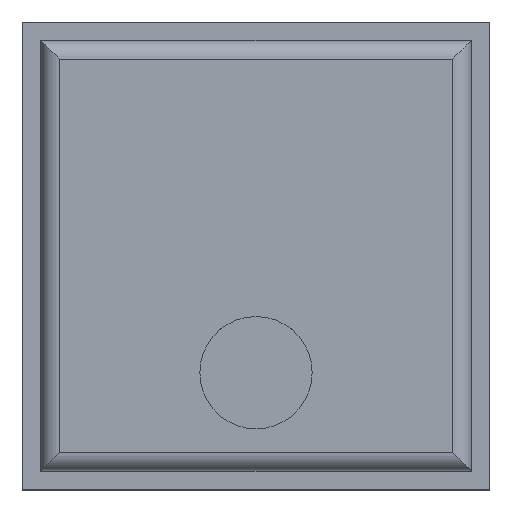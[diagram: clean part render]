
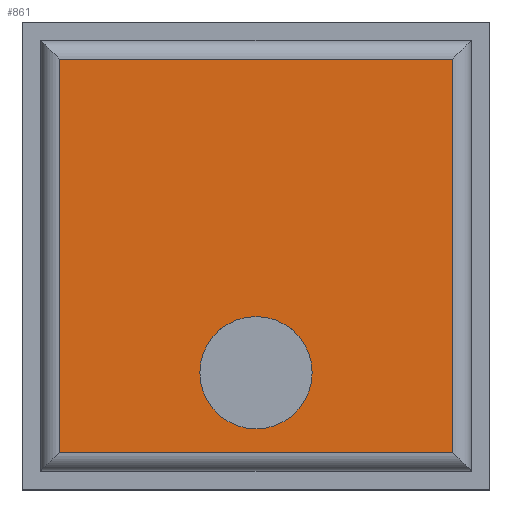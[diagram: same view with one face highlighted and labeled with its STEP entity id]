
A CAD part, top view. The second image highlights one B-rep face of the part: STEP entity #861.
In plain terms, the highlighted planar face has unit normal (0, 0, 1).
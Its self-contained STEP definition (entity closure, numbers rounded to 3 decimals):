
#470 = CYLINDRICAL_SURFACE('',#471,0.1);
#471 = AXIS2_PLACEMENT_3D('',#472,#473,#474);
#472 = CARTESIAN_POINT('',(-1.05,-1.15,0.83));
#473 = DIRECTION('',(0.,1.,0.));
#474 = DIRECTION('',(-1.,0.,0.));
#551 = CYLINDRICAL_SURFACE('',#552,0.1);
#552 = AXIS2_PLACEMENT_3D('',#553,#554,#555);
#553 = CARTESIAN_POINT('',(-1.15,-1.05,0.83));
#554 = DIRECTION('',(1.,0.,0.));
#555 = DIRECTION('',(0.,-1.,0.));
#567 = VERTEX_POINT('',#568);
#568 = CARTESIAN_POINT('',(-1.05,-1.05,0.93));
#602 = EDGE_CURVE('',#567,#603,#605,.T.);
#603 = VERTEX_POINT('',#604);
#604 = CARTESIAN_POINT('',(-1.05,1.05,0.93));
#605 = SURFACE_CURVE('',#606,(#610,#617),.PCURVE_S1.);
#606 = LINE('',#607,#608);
#607 = CARTESIAN_POINT('',(-1.05,-1.15,0.93));
#608 = VECTOR('',#609,1.);
#609 = DIRECTION('',(0.,1.,0.));
#610 = PCURVE('',#470,#611);
#611 = DEFINITIONAL_REPRESENTATION('',(#612),#616);
#612 = LINE('',#613,#614);
#613 = CARTESIAN_POINT('',(1.571,0.));
#614 = VECTOR('',#615,1.);
#615 = DIRECTION('',(0.,1.));
#616 = ( GEOMETRIC_REPRESENTATION_CONTEXT(2) 
PARAMETRIC_REPRESENTATION_CONTEXT() REPRESENTATION_CONTEXT('2D SPACE',''
  ) );
#617 = PCURVE('',#618,#623);
#618 = PLANE('',#619);
#619 = AXIS2_PLACEMENT_3D('',#620,#621,#622);
#620 = CARTESIAN_POINT('',(-1.15,-1.15,0.93));
#621 = DIRECTION('',(0.,0.,1.));
#622 = DIRECTION('',(1.,0.,0.));
#623 = DEFINITIONAL_REPRESENTATION('',(#624),#628);
#624 = LINE('',#625,#626);
#625 = CARTESIAN_POINT('',(0.1,0.));
#626 = VECTOR('',#627,1.);
#627 = DIRECTION('',(0.,1.));
#628 = ( GEOMETRIC_REPRESENTATION_CONTEXT(2) 
PARAMETRIC_REPRESENTATION_CONTEXT() REPRESENTATION_CONTEXT('2D SPACE',''
  ) );
#651 = CYLINDRICAL_SURFACE('',#652,0.1);
#652 = AXIS2_PLACEMENT_3D('',#653,#654,#655);
#653 = CARTESIAN_POINT('',(-1.15,1.05,0.83));
#654 = DIRECTION('',(1.,0.,0.));
#655 = DIRECTION('',(0.,1.,0.));
#788 = CYLINDRICAL_SURFACE('',#789,0.1);
#789 = AXIS2_PLACEMENT_3D('',#790,#791,#792);
#790 = CARTESIAN_POINT('',(1.05,-1.15,0.83));
#791 = DIRECTION('',(0.,1.,0.));
#792 = DIRECTION('',(1.,0.,0.));
#804 = EDGE_CURVE('',#567,#805,#807,.T.);
#805 = VERTEX_POINT('',#806);
#806 = CARTESIAN_POINT('',(1.05,-1.05,0.93));
#807 = SURFACE_CURVE('',#808,(#812,#819),.PCURVE_S1.);
#808 = LINE('',#809,#810);
#809 = CARTESIAN_POINT('',(-1.15,-1.05,0.93));
#810 = VECTOR('',#811,1.);
#811 = DIRECTION('',(1.,0.,0.));
#812 = PCURVE('',#551,#813);
#813 = DEFINITIONAL_REPRESENTATION('',(#814),#818);
#814 = LINE('',#815,#816);
#815 = CARTESIAN_POINT('',(-1.571,0.));
#816 = VECTOR('',#817,1.);
#817 = DIRECTION('',(-0.,1.));
#818 = ( GEOMETRIC_REPRESENTATION_CONTEXT(2) 
PARAMETRIC_REPRESENTATION_CONTEXT() REPRESENTATION_CONTEXT('2D SPACE',''
  ) );
#819 = PCURVE('',#618,#820);
#820 = DEFINITIONAL_REPRESENTATION('',(#821),#825);
#821 = LINE('',#822,#823);
#822 = CARTESIAN_POINT('',(0.,0.1));
#823 = VECTOR('',#824,1.);
#824 = DIRECTION('',(1.,0.));
#825 = ( GEOMETRIC_REPRESENTATION_CONTEXT(2) 
PARAMETRIC_REPRESENTATION_CONTEXT() REPRESENTATION_CONTEXT('2D SPACE',''
  ) );
#861 = ADVANCED_FACE('',(#862,#910),#618,.T.);
#862 = FACE_BOUND('',#863,.T.);
#863 = EDGE_LOOP('',(#864,#865,#866,#889));
#864 = ORIENTED_EDGE('',*,*,#602,.F.);
#865 = ORIENTED_EDGE('',*,*,#804,.T.);
#866 = ORIENTED_EDGE('',*,*,#867,.T.);
#867 = EDGE_CURVE('',#805,#868,#870,.T.);
#868 = VERTEX_POINT('',#869);
#869 = CARTESIAN_POINT('',(1.05,1.05,0.93));
#870 = SURFACE_CURVE('',#871,(#875,#882),.PCURVE_S1.);
#871 = LINE('',#872,#873);
#872 = CARTESIAN_POINT('',(1.05,-1.15,0.93));
#873 = VECTOR('',#874,1.);
#874 = DIRECTION('',(0.,1.,0.));
#875 = PCURVE('',#618,#876);
#876 = DEFINITIONAL_REPRESENTATION('',(#877),#881);
#877 = LINE('',#878,#879);
#878 = CARTESIAN_POINT('',(2.2,0.));
#879 = VECTOR('',#880,1.);
#880 = DIRECTION('',(0.,1.));
#881 = ( GEOMETRIC_REPRESENTATION_CONTEXT(2) 
PARAMETRIC_REPRESENTATION_CONTEXT() REPRESENTATION_CONTEXT('2D SPACE',''
  ) );
#882 = PCURVE('',#788,#883);
#883 = DEFINITIONAL_REPRESENTATION('',(#884),#888);
#884 = LINE('',#885,#886);
#885 = CARTESIAN_POINT('',(-1.571,0.));
#886 = VECTOR('',#887,1.);
#887 = DIRECTION('',(-0.,1.));
#888 = ( GEOMETRIC_REPRESENTATION_CONTEXT(2) 
PARAMETRIC_REPRESENTATION_CONTEXT() REPRESENTATION_CONTEXT('2D SPACE',''
  ) );
#889 = ORIENTED_EDGE('',*,*,#890,.F.);
#890 = EDGE_CURVE('',#603,#868,#891,.T.);
#891 = SURFACE_CURVE('',#892,(#896,#903),.PCURVE_S1.);
#892 = LINE('',#893,#894);
#893 = CARTESIAN_POINT('',(-1.15,1.05,0.93));
#894 = VECTOR('',#895,1.);
#895 = DIRECTION('',(1.,0.,0.));
#896 = PCURVE('',#618,#897);
#897 = DEFINITIONAL_REPRESENTATION('',(#898),#902);
#898 = LINE('',#899,#900);
#899 = CARTESIAN_POINT('',(0.,2.2));
#900 = VECTOR('',#901,1.);
#901 = DIRECTION('',(1.,0.));
#902 = ( GEOMETRIC_REPRESENTATION_CONTEXT(2) 
PARAMETRIC_REPRESENTATION_CONTEXT() REPRESENTATION_CONTEXT('2D SPACE',''
  ) );
#903 = PCURVE('',#651,#904);
#904 = DEFINITIONAL_REPRESENTATION('',(#905),#909);
#905 = LINE('',#906,#907);
#906 = CARTESIAN_POINT('',(1.571,0.));
#907 = VECTOR('',#908,1.);
#908 = DIRECTION('',(0.,1.));
#909 = ( GEOMETRIC_REPRESENTATION_CONTEXT(2) 
PARAMETRIC_REPRESENTATION_CONTEXT() REPRESENTATION_CONTEXT('2D SPACE',''
  ) );
#910 = FACE_BOUND('',#911,.T.);
#911 = EDGE_LOOP('',(#912));
#912 = ORIENTED_EDGE('',*,*,#913,.F.);
#913 = EDGE_CURVE('',#914,#914,#916,.T.);
#914 = VERTEX_POINT('',#915);
#915 = CARTESIAN_POINT('',(0.3,-0.625,0.93));
#916 = SURFACE_CURVE('',#917,(#922,#929),.PCURVE_S1.);
#917 = CIRCLE('',#918,0.3);
#918 = AXIS2_PLACEMENT_3D('',#919,#920,#921);
#919 = CARTESIAN_POINT('',(0.,-0.625,0.93));
#920 = DIRECTION('',(0.,0.,1.));
#921 = DIRECTION('',(1.,0.,0.));
#922 = PCURVE('',#618,#923);
#923 = DEFINITIONAL_REPRESENTATION('',(#924),#928);
#924 = CIRCLE('',#925,0.3);
#925 = AXIS2_PLACEMENT_2D('',#926,#927);
#926 = CARTESIAN_POINT('',(1.15,0.525));
#927 = DIRECTION('',(1.,0.));
#928 = ( GEOMETRIC_REPRESENTATION_CONTEXT(2) 
PARAMETRIC_REPRESENTATION_CONTEXT() REPRESENTATION_CONTEXT('2D SPACE',''
  ) );
#929 = PCURVE('',#930,#935);
#930 = CYLINDRICAL_SURFACE('',#931,0.3);
#931 = AXIS2_PLACEMENT_3D('',#932,#933,#934);
#932 = CARTESIAN_POINT('',(0.,-0.625,0.5));
#933 = DIRECTION('',(0.,0.,1.));
#934 = DIRECTION('',(1.,0.,0.));
#935 = DEFINITIONAL_REPRESENTATION('',(#936),#940);
#936 = LINE('',#937,#938);
#937 = CARTESIAN_POINT('',(0.,0.43));
#938 = VECTOR('',#939,1.);
#939 = DIRECTION('',(1.,0.));
#940 = ( GEOMETRIC_REPRESENTATION_CONTEXT(2) 
PARAMETRIC_REPRESENTATION_CONTEXT() REPRESENTATION_CONTEXT('2D SPACE',''
  ) );
